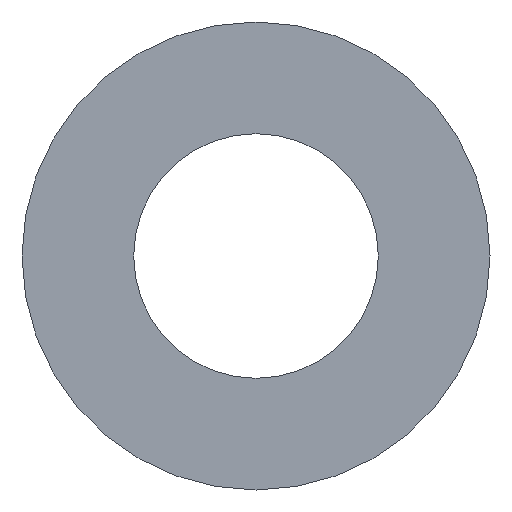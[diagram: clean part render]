
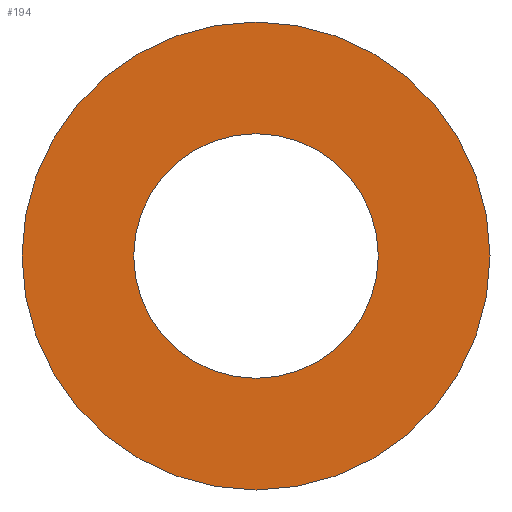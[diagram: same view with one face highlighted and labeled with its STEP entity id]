
A CAD part, front view. The second image highlights one B-rep face of the part: STEP entity #194.
In plain terms, the highlighted planar face has unit normal (0, -1, 0).
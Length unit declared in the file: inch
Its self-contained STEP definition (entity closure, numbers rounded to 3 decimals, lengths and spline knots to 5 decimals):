
#5 = DIRECTION ( 'NONE',  ( 0., 0., 1. ) ) ;
#14 = CARTESIAN_POINT ( 'NONE',  ( 0., -0.01575, 0. ) ) ;
#24 = VERTEX_POINT ( 'NONE', #137 ) ;
#28 = VERTEX_POINT ( 'NONE', #98 ) ;
#34 = AXIS2_PLACEMENT_3D ( 'NONE', #40, #192, #5 ) ;
#35 = DIRECTION ( 'NONE',  ( 0., 1., 0. ) ) ;
#40 = CARTESIAN_POINT ( 'NONE',  ( 0., -0.01575, 0. ) ) ;
#42 = EDGE_CURVE ( 'NONE', #122, #24, #220, .T. ) ;
#52 = FACE_BOUND ( 'NONE', #110, .T. ) ;
#53 = AXIS2_PLACEMENT_3D ( 'NONE', #126, #35, #93 ) ;
#57 = PLANE ( 'NONE',  #53 ) ;
#58 = ORIENTED_EDGE ( 'NONE', *, *, #181, .F. ) ;
#64 = DIRECTION ( 'NONE',  ( 0., 0., 1. ) ) ;
#68 = CARTESIAN_POINT ( 'NONE',  ( 0., -0.01575, 0. ) ) ;
#79 = CIRCLE ( 'NONE', #221, 0.1875 ) ;
#83 = AXIS2_PLACEMENT_3D ( 'NONE', #217, #197, #138 ) ;
#85 = DIRECTION ( 'NONE',  ( 0., 1., 0. ) ) ;
#91 = FACE_OUTER_BOUND ( 'NONE', #134, .T. ) ;
#93 = DIRECTION ( 'NONE',  ( 0., 0., 1. ) ) ;
#98 = CARTESIAN_POINT ( 'NONE',  ( 0., -0.01575, 0.1875 ) ) ;
#102 = CIRCLE ( 'NONE', #34, 0.098 ) ;
#110 = EDGE_LOOP ( 'NONE', ( #198, #212 ) ) ;
#120 = DIRECTION ( 'NONE',  ( 0., 1., 0. ) ) ;
#122 = VERTEX_POINT ( 'NONE', #163 ) ;
#126 = CARTESIAN_POINT ( 'NONE',  ( 0., -0.01575, 0. ) ) ;
#134 = EDGE_LOOP ( 'NONE', ( #178, #58 ) ) ;
#137 = CARTESIAN_POINT ( 'NONE',  ( 0., -0.01575, 0.098 ) ) ;
#138 = DIRECTION ( 'NONE',  ( 0., 0., 1. ) ) ;
#140 = AXIS2_PLACEMENT_3D ( 'NONE', #14, #85, #64 ) ;
#158 = DIRECTION ( 'NONE',  ( 0., 0., 1. ) ) ;
#163 = CARTESIAN_POINT ( 'NONE',  ( 0., -0.01575, -0.098 ) ) ;
#164 = EDGE_CURVE ( 'NONE', #191, #28, #79, .T. ) ;
#178 = ORIENTED_EDGE ( 'NONE', *, *, #164, .F. ) ;
#181 = EDGE_CURVE ( 'NONE', #28, #191, #201, .T. ) ;
#191 = VERTEX_POINT ( 'NONE', #208 ) ;
#192 = DIRECTION ( 'NONE',  ( 0., 1., 0. ) ) ;
#194 = ADVANCED_FACE ( 'NONE', ( #91, #52 ), #57, .F. ) ;
#197 = DIRECTION ( 'NONE',  ( 0., 1., 0. ) ) ;
#198 = ORIENTED_EDGE ( 'NONE', *, *, #42, .T. ) ;
#201 = CIRCLE ( 'NONE', #140, 0.1875 ) ;
#202 = EDGE_CURVE ( 'NONE', #24, #122, #102, .T. ) ;
#208 = CARTESIAN_POINT ( 'NONE',  ( 0., -0.01575, -0.1875 ) ) ;
#212 = ORIENTED_EDGE ( 'NONE', *, *, #202, .T. ) ;
#217 = CARTESIAN_POINT ( 'NONE',  ( 0., -0.01575, 0. ) ) ;
#220 = CIRCLE ( 'NONE', #83, 0.098 ) ;
#221 = AXIS2_PLACEMENT_3D ( 'NONE', #68, #120, #158 ) ;
